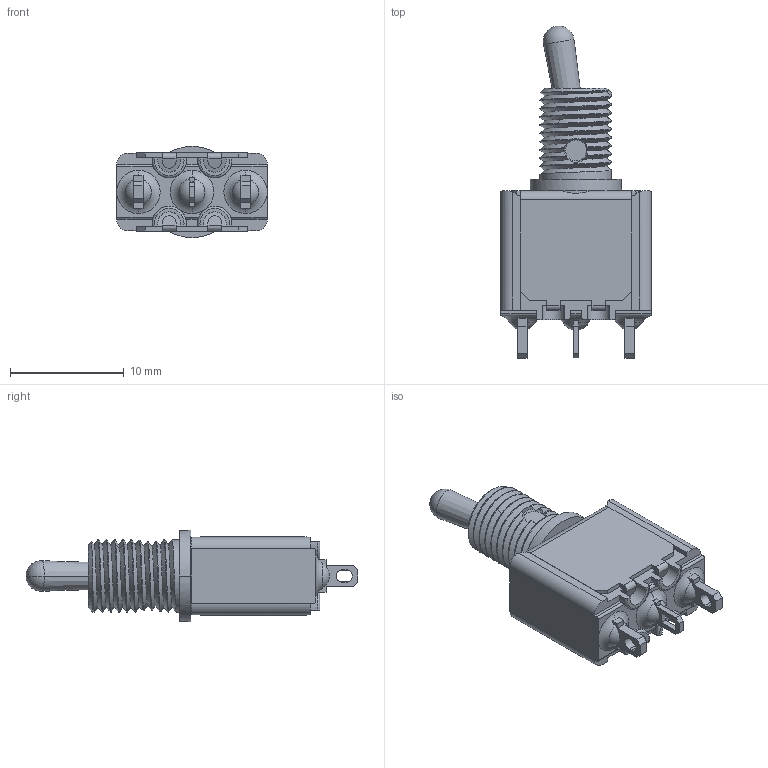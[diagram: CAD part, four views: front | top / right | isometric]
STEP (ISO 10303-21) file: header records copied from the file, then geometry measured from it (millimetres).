
FILE_DESCRIPTION((''),'2;1');
FILE_NAME('5636_B_16','2011-04-19T',('rboyer'),(''),'PRO/ENGINEER BY PARAMETRIC TECHNOLOGY CORPORATION, 2009440','PRO/ENGINEER BY PARAMETRIC TECHNOLOGY CORPORATION, 2009440','');
FILE_SCHEMA(('CONFIG_CONTROL_DESIGN'));
Length unit declared in the file: millimetre
Products named in the file (1): 5636_B_16
Bounding box: 13.21 x 29.14 x 8 mm (x, y, z)
Volume: 804.3 mm3; surface area: 2150.4 mm2
Topology: 3 solids, 3 shells, 532 faces, 1501 edges, 947 vertices
Faces by surface type: plane 307, cylinder 131, bspline 40, cone 21, sphere 19, torus 14
Entity records: 23080 total; most frequent: CARTESIAN_POINT 9747, ORIENTED_EDGE 2994, DIRECTION 2486, EDGE_CURVE 1497, VERTEX_POINT 947, VECTOR 910, LINE 910, AXIS2_PLACEMENT_3D 788
